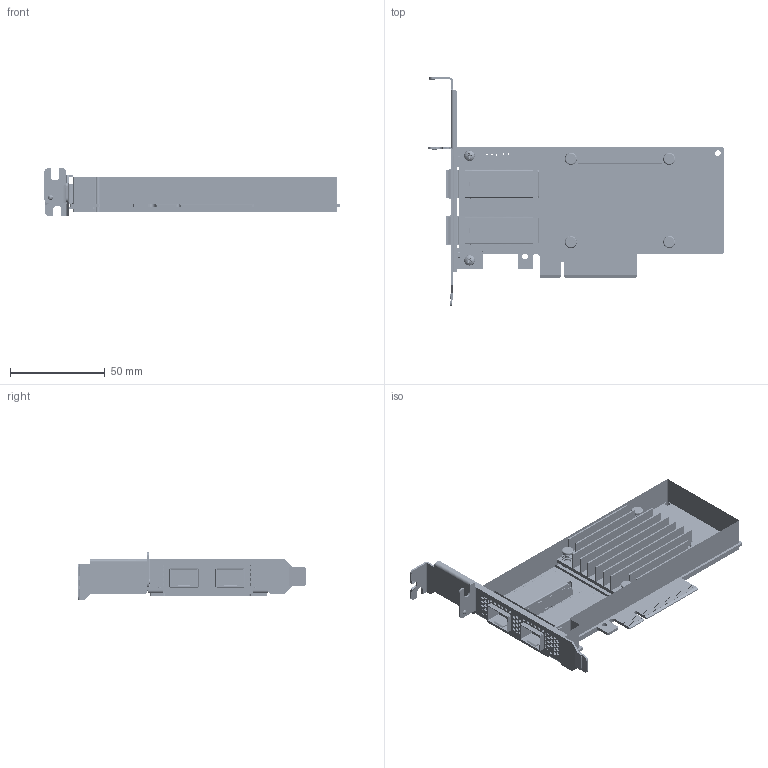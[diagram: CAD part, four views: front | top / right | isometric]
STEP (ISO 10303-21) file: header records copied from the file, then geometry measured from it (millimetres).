
FILE_DESCRIPTION(/* description */ ('ENTER DESCRIPTION'),/* implementation_level */ '2;1');
FILE_NAME(/* name */ 'MCX512A-ACAT_A102.stp',/* time_stamp */ '2017-10-09T14:30:42+03:00',/* author */ ('andreyl'),/* organization */ (''),/* preprocessor_version */ 'ST-DEVELOPER v16.5',/* originating_system */ 'Autodesk Inventor 2017',/* authorisation */ '');
FILE_SCHEMA (('AUTOMOTIVE_DESIGN { 1 0 10303 214 3 1 1 }'));
Products named in the file (20): SFG002497; SFG002497_IDF; PCB001849; CON001629; HOL000138; CON001186; CON000096; LED000040; ELE000042; CON000716; CON000715; MLX000148; MEC010641; MEC005242; MEC005242_1; MEC005242_Conical_Sping; MEC005242_Closed_state; SCR000242; HSK000119; MEC010642
Assembly tree (30 placements, depth 3):
  SFG002497
    SFG002497_IDF
      PCB001849
      CON001629  x2
      HOL000138  x2
      CON001186  x2
      CON000096
      LED000040  x2
      ELE000042  x4
      CON000716
      CON000715
    MLX000148
    MEC010641
    MEC005242  x4
      MEC005242_1
      MEC005242_Conical_Sping
      MEC005242_Closed_state
    SCR000242  x2
    HSK000119
    MEC010642
Bounding box: 155.98 x 121.05 x 25.17 mm (x, y, z)
Volume: 31614.9 mm3; surface area: 68236.3 mm2
Topology: 43 solids, 54 shells, 6644 faces, 17222 edges, 11393 vertices
Faces by surface type: plane 4915, cylinder 1404, bspline 186, torus 67, cone 54, sphere 18
Full cylindrical faces by diameter (mm): 0.2 x6, 0.6 x564, 0.85 x12, 1.55 x4, 2.3 x4, 2.5 x1, 2.8 x4, 2.845 x2, 3 x4, 3.05 x4, 3.2 x4, 4 x4, 5.563 x2, 6 x4, 6.2 x4, 6.5 x8, 10 x3
Entity records: 150990 total; most frequent: CARTESIAN_POINT 29383, ORIENTED_EDGE 23846, DIRECTION 23775, EDGE_CURVE 11974, LINE 9345, VECTOR 9345, VERTEX_POINT 8368, AXIS2_PLACEMENT_3D 7215
